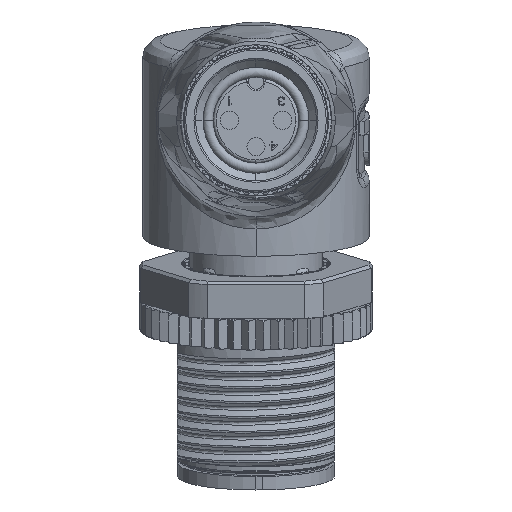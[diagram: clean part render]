
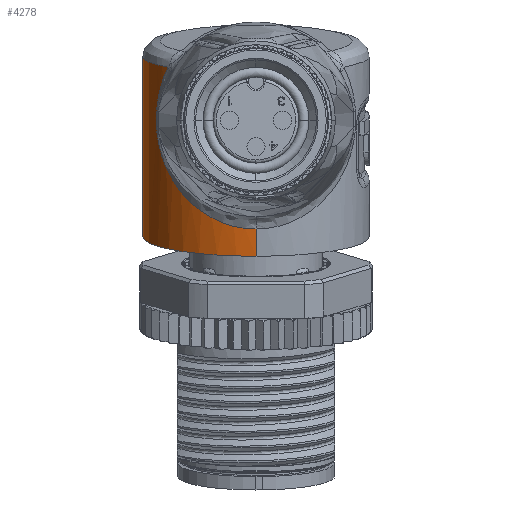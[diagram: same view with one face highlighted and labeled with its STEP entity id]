
A CAD part, front view. The second image highlights one B-rep face of the part: STEP entity #4278.
In plain terms, the highlighted cylindrical face has radius 7.5 mm (diameter 15 mm), a partial arc.
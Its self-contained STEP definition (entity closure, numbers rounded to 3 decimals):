
#4278=ADVANCED_FACE('',(#11075),#11076,.T.);
#11075=FACE_OUTER_BOUND('',#21130,.T.);
#11076=CYLINDRICAL_SURFACE('',#21131,7.5);
#21130=EDGE_LOOP('',(#88261,#88262,#88263,#88264,#88265,#88266,#88267,#88268,#88269,#88270,#88271));
#21131=AXIS2_PLACEMENT_3D('',#88272,#88273,#88274);
#88261=ORIENTED_EDGE('',*,*,#104896,.F.);
#88262=ORIENTED_EDGE('',*,*,#104897,.F.);
#88263=ORIENTED_EDGE('',*,*,#104898,.F.);
#88264=ORIENTED_EDGE('',*,*,#104894,.F.);
#88265=ORIENTED_EDGE('',*,*,#104887,.F.);
#88266=ORIENTED_EDGE('',*,*,#104899,.F.);
#88267=ORIENTED_EDGE('',*,*,#104900,.F.);
#88268=ORIENTED_EDGE('',*,*,#104831,.F.);
#88269=ORIENTED_EDGE('',*,*,#104901,.T.);
#88270=ORIENTED_EDGE('',*,*,#104829,.T.);
#88271=ORIENTED_EDGE('',*,*,#104902,.F.);
#88272=CARTESIAN_POINT('',(0.0,104.854,-7.682));
#88273=DIRECTION('',(0.0,0.174,-0.985));
#88274=DIRECTION('',(0.0,0.985,0.174));
#104829=EDGE_CURVE('',#111820,#111818,#111821,.T.);
#104831=EDGE_CURVE('',#111822,#111824,#111825,.T.);
#104887=EDGE_CURVE('',#111918,#111920,#111921,.T.);
#104894=EDGE_CURVE('',#111920,#111927,#111929,.T.);
#104896=EDGE_CURVE('',#111931,#111932,#111933,.T.);
#104897=EDGE_CURVE('',#111934,#111931,#111935,.T.);
#104898=EDGE_CURVE('',#111927,#111934,#111936,.T.);
#104899=EDGE_CURVE('',#111937,#111918,#111938,.T.);
#104900=EDGE_CURVE('',#111824,#111937,#111939,.T.);
#104901=EDGE_CURVE('',#111822,#111820,#111940,.T.);
#104902=EDGE_CURVE('',#111932,#111818,#111941,.T.);
#111818=VERTEX_POINT('',#121987);
#111820=VERTEX_POINT('',#122010);
#111821=LINE('',#122011,#122012);
#111822=VERTEX_POINT('',#122013);
#111824=VERTEX_POINT('',#122015);
#111825=LINE('',#122016,#122017);
#111918=VERTEX_POINT('',#122495);
#111920=VERTEX_POINT('',#122507);
#111921=B_SPLINE_CURVE_WITH_KNOTS('',3,(#122508,#122509,#122510,#122511,#122512,#122513,#122514,#122515,#122516,#122517,#122518,#122519,#122520,#122521,#122522),.UNSPECIFIED.,.F.,.F.,(4,1,1,1,1,1,1,1,1,1,1,1,4),(0.0,0.083,0.167,0.25,0.333,0.417,0.5,0.583,0.667,0.75,0.833,0.917,1.0),.UNSPECIFIED.);
#111927=VERTEX_POINT('',#122543);
#111929=B_SPLINE_CURVE_WITH_KNOTS('',3,(#122549,#122550,#122551,#122552,#122553,#122554),.UNSPECIFIED.,.F.,.F.,(4,1,1,4),(0.0,0.333,0.667,1.0),.UNSPECIFIED.);
#111931=VERTEX_POINT('',#122556);
#111932=VERTEX_POINT('',#122557);
#111933=B_SPLINE_CURVE_WITH_KNOTS('',3,(#122558,#122559,#122560,#122561,#122562,#122563),.UNSPECIFIED.,.F.,.F.,(4,1,1,4),(0.0,0.333,0.667,1.0),.UNSPECIFIED.);
#111934=VERTEX_POINT('',#122564);
#111935=B_SPLINE_CURVE_WITH_KNOTS('',3,(#122565,#122566,#122567,#122568,#122569,#122570),.UNSPECIFIED.,.F.,.F.,(4,1,1,4),(0.0,0.333,0.667,1.0),.UNSPECIFIED.);
#111936=B_SPLINE_CURVE_WITH_KNOTS('',3,(#122571,#122572,#122573,#122574,#122575,#122576),.UNSPECIFIED.,.F.,.F.,(4,1,1,4),(0.0,0.333,0.667,1.0),.UNSPECIFIED.);
#111937=VERTEX_POINT('',#122577);
#111938=B_SPLINE_CURVE_WITH_KNOTS('',3,(#122578,#122579,#122580,#122581,#122582,#122583),.UNSPECIFIED.,.F.,.F.,(4,1,1,4),(0.0,0.333,0.667,1.0),.UNSPECIFIED.);
#111939=B_SPLINE_CURVE_WITH_KNOTS('',3,(#122584,#122585,#122586,#122587,#122588,#122589,#122590,#122591),.UNSPECIFIED.,.F.,.F.,(4,1,1,1,1,4),(0.0,0.203,0.406,0.606,0.804,1.0),.UNSPECIFIED.);
#111940=CIRCLE('',#122592,7.5);
#111941=B_SPLINE_CURVE_WITH_KNOTS('',3,(#122593,#122594,#122595,#122596,#122597,#122598,#122599,#122600,#122601,#122602,#122603,#122604,#122605,#122606,#122607,#122608,#122609,#122610,#122611,#122612,#122613,#122614),.UNSPECIFIED.,.F.,.F.,(4,1,1,1,1,1,1,1,1,1,1,1,1,1,1,1,1,1,1,4),(0.0,0.053,0.105,0.158,0.211,0.263,0.316,0.368,0.421,0.474,0.526,0.579,0.632,0.684,0.737,0.789,0.842,0.895,0.947,1.0),.UNSPECIFIED.);
#121987=CARTESIAN_POINT('',(0.,97.152,-7.187));
#122010=CARTESIAN_POINT('',(0.,97.468,-8.984));
#122011=CARTESIAN_POINT('',(0.,97.468,-8.984));
#122012=VECTOR('',#141927,1.825);
#122013=CARTESIAN_POINT('',(0.0,112.241,-6.379));
#122015=CARTESIAN_POINT('',(0.,110.261,4.847));
#122016=CARTESIAN_POINT('',(0.0,112.241,-6.379));
#122017=VECTOR('',#141931,11.4);
#122495=CARTESIAN_POINT('',(-2.72,109.768,4.701));
#122507=CARTESIAN_POINT('',(-5.818,98.075,3.511));
#122508=CARTESIAN_POINT('',(-2.72,109.768,4.701));
#122509=CARTESIAN_POINT('',(-3.086,109.623,4.707));
#122510=CARTESIAN_POINT('',(-3.796,109.274,4.71));
#122511=CARTESIAN_POINT('',(-4.763,108.596,4.689));
#122512=CARTESIAN_POINT('',(-5.613,107.778,4.644));
#122513=CARTESIAN_POINT('',(-6.321,106.849,4.577));
#122514=CARTESIAN_POINT('',(-6.89,105.798,4.488));
#122515=CARTESIAN_POINT('',(-7.282,104.681,4.381));
#122516=CARTESIAN_POINT('',(-7.492,103.516,4.257));
#122517=CARTESIAN_POINT('',(-7.52,102.362,4.124));
#122518=CARTESIAN_POINT('',(-7.361,101.18,3.976));
#122519=CARTESIAN_POINT('',(-7.019,100.055,3.823));
#122520=CARTESIAN_POINT('',(-6.508,99.006,3.667));
#122521=CARTESIAN_POINT('',(-6.063,98.372,3.563));
#122522=CARTESIAN_POINT('',(-5.818,98.075,3.511));
#122543=CARTESIAN_POINT('',(-6.507,99.488,1.274));
#122549=CARTESIAN_POINT('',(-5.818,98.075,3.511));
#122550=CARTESIAN_POINT('',(-5.945,98.28,3.248));
#122551=CARTESIAN_POINT('',(-6.158,98.662,2.731));
#122552=CARTESIAN_POINT('',(-6.378,99.137,1.986));
#122553=CARTESIAN_POINT('',(-6.471,99.383,1.509));
#122554=CARTESIAN_POINT('',(-6.507,99.488,1.274));
#122556=CARTESIAN_POINT('',(-6.569,99.896,-0.401));
#122557=CARTESIAN_POINT('',(-6.536,99.932,-0.949));
#122558=CARTESIAN_POINT('',(-6.569,99.896,-0.401));
#122559=CARTESIAN_POINT('',(-6.569,99.906,-0.458));
#122560=CARTESIAN_POINT('',(-6.568,99.924,-0.576));
#122561=CARTESIAN_POINT('',(-6.557,99.937,-0.758));
#122562=CARTESIAN_POINT('',(-6.544,99.935,-0.885));
#122563=CARTESIAN_POINT('',(-6.536,99.932,-0.949));
#122564=CARTESIAN_POINT('',(-6.561,99.705,0.599));
#122565=CARTESIAN_POINT('',(-6.561,99.705,0.599));
#122566=CARTESIAN_POINT('',(-6.562,99.726,0.488));
#122567=CARTESIAN_POINT('',(-6.564,99.768,0.266));
#122568=CARTESIAN_POINT('',(-6.567,99.833,-0.067));
#122569=CARTESIAN_POINT('',(-6.568,99.875,-0.29));
#122570=CARTESIAN_POINT('',(-6.569,99.896,-0.401));
#122571=CARTESIAN_POINT('',(-6.507,99.488,1.274));
#122572=CARTESIAN_POINT('',(-6.519,99.523,1.194));
#122573=CARTESIAN_POINT('',(-6.539,99.587,1.038));
#122574=CARTESIAN_POINT('',(-6.556,99.659,0.812));
#122575=CARTESIAN_POINT('',(-6.561,99.692,0.669));
#122576=CARTESIAN_POINT('',(-6.561,99.705,0.599));
#122577=CARTESIAN_POINT('',(-1.266,110.163,4.784));
#122578=CARTESIAN_POINT('',(-1.266,110.163,4.784));
#122579=CARTESIAN_POINT('',(-1.44,110.136,4.765));
#122580=CARTESIAN_POINT('',(-1.781,110.07,4.731));
#122581=CARTESIAN_POINT('',(-2.267,109.936,4.702));
#122582=CARTESIAN_POINT('',(-2.572,109.827,4.699));
#122583=CARTESIAN_POINT('',(-2.72,109.768,4.701));
#122584=CARTESIAN_POINT('',(0.,110.261,4.847));
#122585=CARTESIAN_POINT('',(-0.086,110.261,4.847));
#122586=CARTESIAN_POINT('',(-0.259,110.258,4.846));
#122587=CARTESIAN_POINT('',(-0.516,110.246,4.839));
#122588=CARTESIAN_POINT('',(-0.769,110.226,4.828));
#122589=CARTESIAN_POINT('',(-1.019,110.198,4.81));
#122590=CARTESIAN_POINT('',(-1.184,110.175,4.794));
#122591=CARTESIAN_POINT('',(-1.266,110.163,4.784));
#122592=AXIS2_PLACEMENT_3D('',#141943,#141944,#141945);
#122593=CARTESIAN_POINT('',(-6.536,99.932,-0.949));
#122594=CARTESIAN_POINT('',(-6.52,99.926,-1.077));
#122595=CARTESIAN_POINT('',(-6.481,99.902,-1.342));
#122596=CARTESIAN_POINT('',(-6.394,99.83,-1.769));
#122597=CARTESIAN_POINT('',(-6.273,99.716,-2.227));
#122598=CARTESIAN_POINT('',(-6.109,99.558,-2.719));
#122599=CARTESIAN_POINT('',(-5.893,99.355,-3.24));
#122600=CARTESIAN_POINT('',(-5.622,99.118,-3.772));
#122601=CARTESIAN_POINT('',(-5.296,98.858,-4.298));
#122602=CARTESIAN_POINT('',(-4.928,98.596,-4.791));
#122603=CARTESIAN_POINT('',(-4.528,98.345,-5.239));
#122604=CARTESIAN_POINT('',(-4.105,98.113,-5.637));
#122605=CARTESIAN_POINT('',(-3.667,97.905,-5.984));
#122606=CARTESIAN_POINT('',(-3.219,97.723,-6.282));
#122607=CARTESIAN_POINT('',(-2.764,97.566,-6.534));
#122608=CARTESIAN_POINT('',(-2.305,97.436,-6.741));
#122609=CARTESIAN_POINT('',(-1.844,97.331,-6.907));
#122610=CARTESIAN_POINT('',(-1.381,97.25,-7.034));
#122611=CARTESIAN_POINT('',(-0.918,97.193,-7.123));
#122612=CARTESIAN_POINT('',(-0.457,97.159,-7.175));
#122613=CARTESIAN_POINT('',(-0.152,97.152,-7.187));
#122614=CARTESIAN_POINT('',(0.,97.152,-7.187));
#141927=DIRECTION('',(0.,-0.174,0.985));
#141931=DIRECTION('',(0.,-0.174,0.985));
#141943=CARTESIAN_POINT('',(0.0,104.854,-7.682));
#141944=DIRECTION('',(0.0,-0.174,0.985));
#141945=DIRECTION('',(0.0,0.985,0.174));
